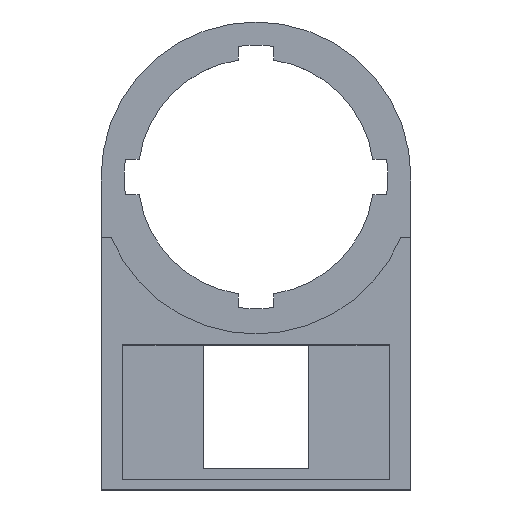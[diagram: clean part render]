
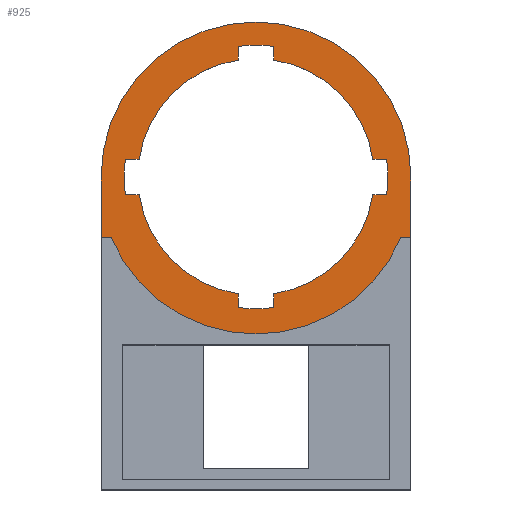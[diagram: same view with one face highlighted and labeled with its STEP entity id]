
A CAD part, top view. The second image highlights one B-rep face of the part: STEP entity #925.
In plain terms, the highlighted planar face has unit normal (0, 0, 1).
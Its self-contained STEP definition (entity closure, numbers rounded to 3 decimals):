
#138=AXIS2_PLACEMENT_3D('Plane Axis2P3D',#135,#136,#137) ;
#679=AXIS2_PLACEMENT_3D('Circle Axis2P3D',#677,#678,$) ;
#784=AXIS2_PLACEMENT_3D('Circle Axis2P3D',#782,#783,$) ;
#806=AXIS2_PLACEMENT_3D('Circle Axis2P3D',#804,#805,$) ;
#820=AXIS2_PLACEMENT_3D('Circle Axis2P3D',#818,#819,$) ;
#834=AXIS2_PLACEMENT_3D('Circle Axis2P3D',#832,#833,$) ;
#848=AXIS2_PLACEMENT_3D('Circle Axis2P3D',#846,#847,$) ;
#862=AXIS2_PLACEMENT_3D('Circle Axis2P3D',#860,#861,$) ;
#876=AXIS2_PLACEMENT_3D('Circle Axis2P3D',#874,#875,$) ;
#890=AXIS2_PLACEMENT_3D('Circle Axis2P3D',#888,#889,$) ;
#904=AXIS2_PLACEMENT_3D('Circle Axis2P3D',#902,#903,$) ;
#135=CARTESIAN_POINT('Axis2P3D Location',(14.75,29.8,1.1)) ;
#526=CARTESIAN_POINT('Vertex',(0.,24.,1.1)) ;
#529=CARTESIAN_POINT('Line Origine',(0.,26.9,1.1)) ;
#533=CARTESIAN_POINT('Vertex',(0.,29.8,1.1)) ;
#610=CARTESIAN_POINT('Vertex',(29.5,29.8,1.1)) ;
#613=CARTESIAN_POINT('Line Origine',(29.5,26.9,1.1)) ;
#617=CARTESIAN_POINT('Vertex',(29.5,24.,1.1)) ;
#650=CARTESIAN_POINT('Vertex',(28.529,24.,1.1)) ;
#653=CARTESIAN_POINT('Line Origine',(29.015,24.,1.1)) ;
#674=CARTESIAN_POINT('Vertex',(0.971,24.,1.1)) ;
#677=CARTESIAN_POINT('Axis2P3D Location',(14.75,29.8,1.1)) ;
#689=CARTESIAN_POINT('Line Origine',(0.485,24.,1.1)) ;
#782=CARTESIAN_POINT('Axis2P3D Location',(14.75,29.8,1.1)) ;
#795=CARTESIAN_POINT('Line Origine',(2.972,31.5,1.1)) ;
#799=CARTESIAN_POINT('Vertex',(2.316,31.5,1.1)) ;
#801=CARTESIAN_POINT('Vertex',(3.629,31.5,1.1)) ;
#804=CARTESIAN_POINT('Axis2P3D Location',(14.75,29.8,1.1)) ;
#808=CARTESIAN_POINT('Vertex',(13.05,40.921,1.1)) ;
#811=CARTESIAN_POINT('Line Origine',(13.05,41.578,1.1)) ;
#815=CARTESIAN_POINT('Vertex',(13.05,42.234,1.1)) ;
#818=CARTESIAN_POINT('Axis2P3D Location',(14.75,29.8,1.1)) ;
#822=CARTESIAN_POINT('Vertex',(16.45,42.234,1.1)) ;
#825=CARTESIAN_POINT('Line Origine',(16.45,41.578,1.1)) ;
#829=CARTESIAN_POINT('Vertex',(16.45,40.921,1.1)) ;
#832=CARTESIAN_POINT('Axis2P3D Location',(14.75,29.8,1.1)) ;
#836=CARTESIAN_POINT('Vertex',(25.871,31.5,1.1)) ;
#839=CARTESIAN_POINT('Line Origine',(26.528,31.5,1.1)) ;
#843=CARTESIAN_POINT('Vertex',(27.184,31.5,1.1)) ;
#846=CARTESIAN_POINT('Axis2P3D Location',(14.75,29.8,1.1)) ;
#850=CARTESIAN_POINT('Vertex',(27.184,28.1,1.1)) ;
#853=CARTESIAN_POINT('Line Origine',(26.528,28.1,1.1)) ;
#857=CARTESIAN_POINT('Vertex',(25.871,28.1,1.1)) ;
#860=CARTESIAN_POINT('Axis2P3D Location',(14.75,29.8,1.1)) ;
#864=CARTESIAN_POINT('Vertex',(16.45,18.679,1.1)) ;
#867=CARTESIAN_POINT('Line Origine',(16.45,18.022,1.1)) ;
#871=CARTESIAN_POINT('Vertex',(16.45,17.366,1.1)) ;
#874=CARTESIAN_POINT('Axis2P3D Location',(14.75,29.8,1.1)) ;
#878=CARTESIAN_POINT('Vertex',(13.05,17.366,1.1)) ;
#881=CARTESIAN_POINT('Line Origine',(13.05,18.022,1.1)) ;
#885=CARTESIAN_POINT('Vertex',(13.05,18.679,1.1)) ;
#888=CARTESIAN_POINT('Axis2P3D Location',(14.75,29.8,1.1)) ;
#892=CARTESIAN_POINT('Vertex',(3.629,28.1,1.1)) ;
#895=CARTESIAN_POINT('Line Origine',(2.972,28.1,1.1)) ;
#899=CARTESIAN_POINT('Vertex',(2.316,28.1,1.1)) ;
#902=CARTESIAN_POINT('Axis2P3D Location',(14.75,29.8,1.1)) ;
#136=DIRECTION('Axis2P3D Direction',(0.,0.,1.)) ;
#137=DIRECTION('Axis2P3D XDirection',(1.,0.,0.)) ;
#530=DIRECTION('Vector Direction',(0.,-1.,0.)) ;
#614=DIRECTION('Vector Direction',(0.,-1.,0.)) ;
#654=DIRECTION('Vector Direction',(-1.,0.,0.)) ;
#678=DIRECTION('Axis2P3D Direction',(0.,0.,1.)) ;
#690=DIRECTION('Vector Direction',(1.,0.,0.)) ;
#783=DIRECTION('Axis2P3D Direction',(0.,0.,1.)) ;
#796=DIRECTION('Vector Direction',(-1.,0.,0.)) ;
#805=DIRECTION('Axis2P3D Direction',(0.,0.,1.)) ;
#812=DIRECTION('Vector Direction',(0.,-1.,0.)) ;
#819=DIRECTION('Axis2P3D Direction',(0.,0.,1.)) ;
#826=DIRECTION('Vector Direction',(0.,1.,0.)) ;
#833=DIRECTION('Axis2P3D Direction',(0.,0.,1.)) ;
#840=DIRECTION('Vector Direction',(1.,0.,0.)) ;
#847=DIRECTION('Axis2P3D Direction',(0.,0.,1.)) ;
#854=DIRECTION('Vector Direction',(-1.,0.,0.)) ;
#861=DIRECTION('Axis2P3D Direction',(0.,0.,1.)) ;
#868=DIRECTION('Vector Direction',(0.,-1.,0.)) ;
#875=DIRECTION('Axis2P3D Direction',(0.,0.,1.)) ;
#882=DIRECTION('Vector Direction',(0.,1.,0.)) ;
#889=DIRECTION('Axis2P3D Direction',(0.,0.,1.)) ;
#896=DIRECTION('Vector Direction',(1.,0.,0.)) ;
#903=DIRECTION('Axis2P3D Direction',(0.,0.,1.)) ;
#531=VECTOR('Line Direction',#530,1.) ;
#615=VECTOR('Line Direction',#614,1.) ;
#655=VECTOR('Line Direction',#654,1.) ;
#691=VECTOR('Line Direction',#690,1.) ;
#797=VECTOR('Line Direction',#796,1.) ;
#813=VECTOR('Line Direction',#812,1.) ;
#827=VECTOR('Line Direction',#826,1.) ;
#841=VECTOR('Line Direction',#840,1.) ;
#855=VECTOR('Line Direction',#854,1.) ;
#869=VECTOR('Line Direction',#868,1.) ;
#883=VECTOR('Line Direction',#882,1.) ;
#897=VECTOR('Line Direction',#896,1.) ;
#788=ORIENTED_EDGE('',*,*,#786,.T.) ;
#789=ORIENTED_EDGE('',*,*,#535,.T.) ;
#790=ORIENTED_EDGE('',*,*,#693,.T.) ;
#791=ORIENTED_EDGE('',*,*,#681,.T.) ;
#792=ORIENTED_EDGE('',*,*,#657,.T.) ;
#793=ORIENTED_EDGE('',*,*,#619,.T.) ;
#908=ORIENTED_EDGE('',*,*,#803,.T.) ;
#909=ORIENTED_EDGE('',*,*,#810,.T.) ;
#910=ORIENTED_EDGE('',*,*,#817,.T.) ;
#911=ORIENTED_EDGE('',*,*,#824,.T.) ;
#912=ORIENTED_EDGE('',*,*,#831,.T.) ;
#913=ORIENTED_EDGE('',*,*,#838,.T.) ;
#914=ORIENTED_EDGE('',*,*,#845,.T.) ;
#915=ORIENTED_EDGE('',*,*,#852,.T.) ;
#916=ORIENTED_EDGE('',*,*,#859,.T.) ;
#917=ORIENTED_EDGE('',*,*,#866,.T.) ;
#918=ORIENTED_EDGE('',*,*,#873,.T.) ;
#919=ORIENTED_EDGE('',*,*,#880,.T.) ;
#920=ORIENTED_EDGE('',*,*,#887,.T.) ;
#921=ORIENTED_EDGE('',*,*,#894,.T.) ;
#922=ORIENTED_EDGE('',*,*,#901,.T.) ;
#923=ORIENTED_EDGE('',*,*,#906,.T.) ;
#924=FACE_BOUND('',#907,.T.) ;
#925=ADVANCED_FACE('S3D - GEDREHT',(#794,#924),#139,.T.) ;
#680=CIRCLE('generated circle',#679,14.95) ;
#785=CIRCLE('generated circle',#784,14.75) ;
#807=CIRCLE('generated circle',#806,11.25) ;
#821=CIRCLE('generated circle',#820,12.55) ;
#835=CIRCLE('generated circle',#834,11.25) ;
#849=CIRCLE('generated circle',#848,12.55) ;
#863=CIRCLE('generated circle',#862,11.25) ;
#877=CIRCLE('generated circle',#876,12.55) ;
#891=CIRCLE('generated circle',#890,11.25) ;
#905=CIRCLE('generated circle',#904,12.55) ;
#535=EDGE_CURVE('',#534,#527,#532,.T.) ;
#619=EDGE_CURVE('',#618,#611,#616,.F.) ;
#657=EDGE_CURVE('',#651,#618,#656,.F.) ;
#681=EDGE_CURVE('',#675,#651,#680,.T.) ;
#693=EDGE_CURVE('',#527,#675,#692,.T.) ;
#786=EDGE_CURVE('',#611,#534,#785,.T.) ;
#803=EDGE_CURVE('',#800,#802,#798,.F.) ;
#810=EDGE_CURVE('',#802,#809,#807,.F.) ;
#817=EDGE_CURVE('',#809,#816,#814,.F.) ;
#824=EDGE_CURVE('',#816,#823,#821,.F.) ;
#831=EDGE_CURVE('',#823,#830,#828,.F.) ;
#838=EDGE_CURVE('',#830,#837,#835,.F.) ;
#845=EDGE_CURVE('',#837,#844,#842,.T.) ;
#852=EDGE_CURVE('',#844,#851,#849,.F.) ;
#859=EDGE_CURVE('',#851,#858,#856,.T.) ;
#866=EDGE_CURVE('',#858,#865,#863,.F.) ;
#873=EDGE_CURVE('',#865,#872,#870,.T.) ;
#880=EDGE_CURVE('',#872,#879,#877,.F.) ;
#887=EDGE_CURVE('',#879,#886,#884,.T.) ;
#894=EDGE_CURVE('',#886,#893,#891,.F.) ;
#901=EDGE_CURVE('',#893,#900,#898,.F.) ;
#906=EDGE_CURVE('',#900,#800,#905,.F.) ;
#787=EDGE_LOOP('',(#788,#789,#790,#791,#792,#793)) ;
#907=EDGE_LOOP('',(#908,#909,#910,#911,#912,#913,#914,#915,#916,#917,#918,#919,#920,#921,#922,#923)) ;
#794=FACE_OUTER_BOUND('',#787,.T.) ;
#532=LINE('Line',#529,#531) ;
#616=LINE('Line',#613,#615) ;
#656=LINE('Line',#653,#655) ;
#692=LINE('Line',#689,#691) ;
#798=LINE('Line',#795,#797) ;
#814=LINE('Line',#811,#813) ;
#828=LINE('Line',#825,#827) ;
#842=LINE('Line',#839,#841) ;
#856=LINE('Line',#853,#855) ;
#870=LINE('Line',#867,#869) ;
#884=LINE('Line',#881,#883) ;
#898=LINE('Line',#895,#897) ;
#139=PLANE('',#138) ;
#527=VERTEX_POINT('',#526) ;
#534=VERTEX_POINT('',#533) ;
#611=VERTEX_POINT('',#610) ;
#618=VERTEX_POINT('',#617) ;
#651=VERTEX_POINT('',#650) ;
#675=VERTEX_POINT('',#674) ;
#800=VERTEX_POINT('',#799) ;
#802=VERTEX_POINT('',#801) ;
#809=VERTEX_POINT('',#808) ;
#816=VERTEX_POINT('',#815) ;
#823=VERTEX_POINT('',#822) ;
#830=VERTEX_POINT('',#829) ;
#837=VERTEX_POINT('',#836) ;
#844=VERTEX_POINT('',#843) ;
#851=VERTEX_POINT('',#850) ;
#858=VERTEX_POINT('',#857) ;
#865=VERTEX_POINT('',#864) ;
#872=VERTEX_POINT('',#871) ;
#879=VERTEX_POINT('',#878) ;
#886=VERTEX_POINT('',#885) ;
#893=VERTEX_POINT('',#892) ;
#900=VERTEX_POINT('',#899) ;
